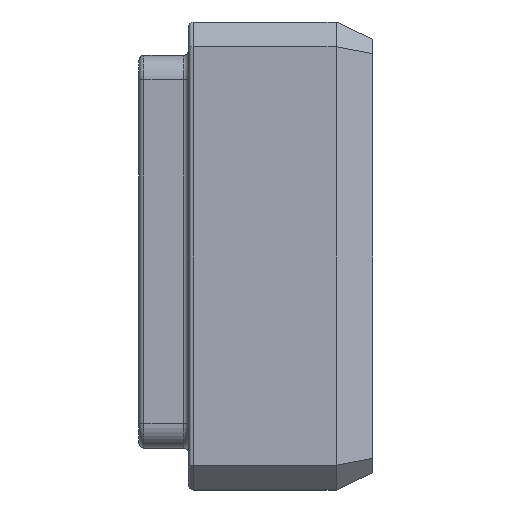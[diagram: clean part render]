
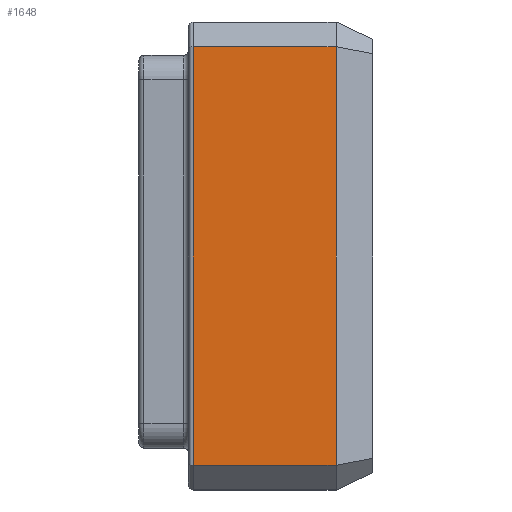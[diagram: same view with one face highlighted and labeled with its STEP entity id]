
A CAD part, left-side view. The second image highlights one B-rep face of the part: STEP entity #1648.
In plain terms, the highlighted planar face has unit normal (-1, 0, 0).
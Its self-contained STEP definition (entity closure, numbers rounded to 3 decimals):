
#29 = LINE ( 'NONE', #212, #970 ) ;
#133 = EDGE_LOOP ( 'NONE', ( #780, #1521, #953, #2180 ) ) ;
#169 = DIRECTION ( 'NONE',  ( 0., 0., -1. ) ) ;
#182 = DIRECTION ( 'NONE',  ( 1., 0., 0. ) ) ;
#212 = CARTESIAN_POINT ( 'NONE',  ( -48.684, 0., 12.304 ) ) ;
#214 = CARTESIAN_POINT ( 'NONE',  ( -48.684, 60., 12.304 ) ) ;
#359 = VECTOR ( 'NONE', #762, 1000. ) ;
#393 = CARTESIAN_POINT ( 'NONE',  ( -48.684, 0., -167.696 ) ) ;
#596 = VECTOR ( 'NONE', #1420, 1000. ) ;
#649 = LINE ( 'NONE', #1593, #1912 ) ;
#659 = LINE ( 'NONE', #1274, #596 ) ;
#762 = DIRECTION ( 'NONE',  ( 0., 1., 0. ) ) ;
#776 = CARTESIAN_POINT ( 'NONE',  ( -48.684, 60., 2.304 ) ) ;
#780 = ORIENTED_EDGE ( 'NONE', *, *, #1535, .T. ) ;
#827 = LINE ( 'NONE', #776, #359 ) ;
#919 = VERTEX_POINT ( 'NONE', #1970 ) ;
#953 = ORIENTED_EDGE ( 'NONE', *, *, #1031, .T. ) ;
#970 = VECTOR ( 'NONE', #2034, 1000. ) ;
#1031 = EDGE_CURVE ( 'NONE', #919, #1987, #659, .T. ) ;
#1085 = VERTEX_POINT ( 'NONE', #1103 ) ;
#1103 = CARTESIAN_POINT ( 'NONE',  ( -48.684, 58., 2.304 ) ) ;
#1182 = AXIS2_PLACEMENT_3D ( 'NONE', #214, #182, #169 ) ;
#1274 = CARTESIAN_POINT ( 'NONE',  ( -48.684, 60., -167.696 ) ) ;
#1281 = DIRECTION ( 'NONE',  ( 0., 0., -1. ) ) ;
#1420 = DIRECTION ( 'NONE',  ( 0., -1., 0. ) ) ;
#1424 = VERTEX_POINT ( 'NONE', #1772 ) ;
#1521 = ORIENTED_EDGE ( 'NONE', *, *, #1773, .T. ) ;
#1535 = EDGE_CURVE ( 'NONE', #1424, #1085, #827, .T. ) ;
#1593 = CARTESIAN_POINT ( 'NONE',  ( -48.684, 58., -167.696 ) ) ;
#1648 = ADVANCED_FACE ( 'NONE', ( #1686 ), #1807, .F. ) ;
#1686 = FACE_OUTER_BOUND ( 'NONE', #133, .T. ) ;
#1772 = CARTESIAN_POINT ( 'NONE',  ( -48.684, 0., 2.304 ) ) ;
#1773 = EDGE_CURVE ( 'NONE', #1085, #919, #649, .T. ) ;
#1807 = PLANE ( 'NONE',  #1182 ) ;
#1912 = VECTOR ( 'NONE', #1281, 1000. ) ;
#1970 = CARTESIAN_POINT ( 'NONE',  ( -48.684, 58., -167.696 ) ) ;
#1973 = EDGE_CURVE ( 'NONE', #1987, #1424, #29, .T. ) ;
#1987 = VERTEX_POINT ( 'NONE', #393 ) ;
#2034 = DIRECTION ( 'NONE',  ( 0., 0., 1. ) ) ;
#2180 = ORIENTED_EDGE ( 'NONE', *, *, #1973, .T. ) ;
